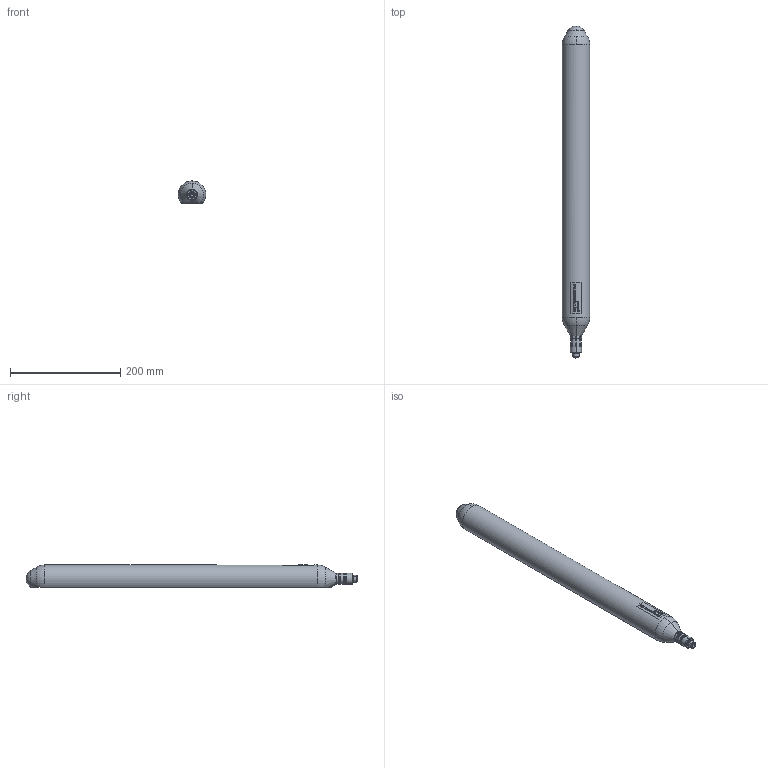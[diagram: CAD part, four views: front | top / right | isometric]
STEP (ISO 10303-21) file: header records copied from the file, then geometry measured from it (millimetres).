
FILE_DESCRIPTION (( 'STEP AP203' ), '1' );
FILE_NAME ('ABE-Z50-500-D20_outline.STEP', '2022-03-31T10:00:54', ( '' ), ( '' ), 'SwSTEP 2.0', 'SolidWorks 2020', '' );
FILE_SCHEMA (( 'CONFIG_CONTROL_DESIGN' ));
Length unit declared in the file: millimetre
Products named in the file (1): ABE-Z50-500-D20_outline
Bounding box: 49.94 x 602.05 x 40 mm (x, y, z)
Surface area: 89442.4 mm2 (no closed solid volume)
Topology: 0 solids, 11 shells, 134 faces, 571 edges, 477 vertices
Faces by surface type: cylinder 68, plane 24, torus 20, cone 13, bspline 9
Entity records: 10557 total; most frequent: CARTESIAN_POINT 5870, ORIENTED_EDGE 1029, DIRECTION 831, EDGE_CURVE 571, VERTEX_POINT 477, AXIS2_PLACEMENT_3D 333, CIRCLE 207, B_SPLINE_CURVE_WITH_KNOTS 197
